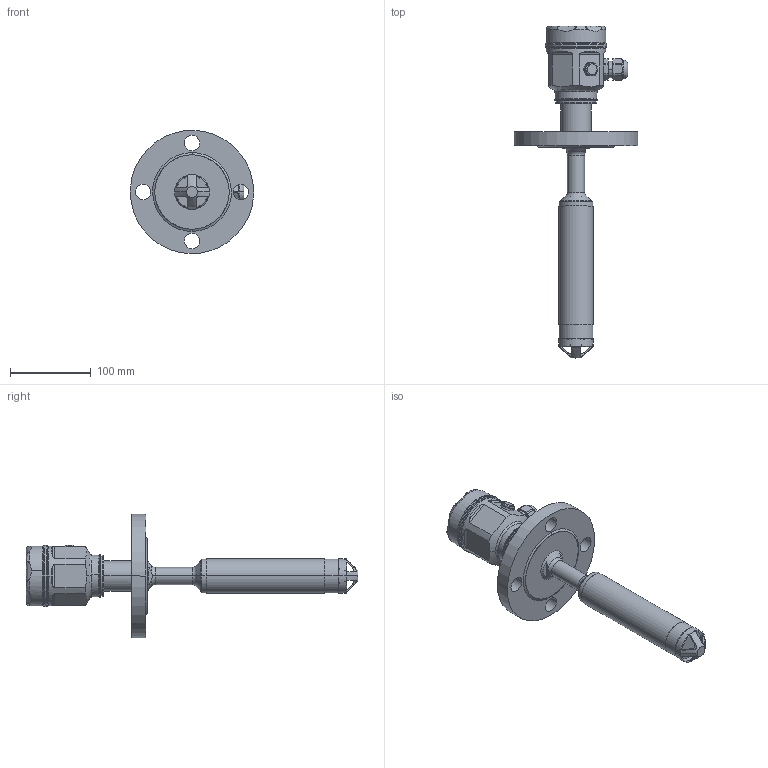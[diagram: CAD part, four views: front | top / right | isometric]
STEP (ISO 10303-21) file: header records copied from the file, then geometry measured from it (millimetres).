
FILE_DESCRIPTION((''),'2;1');
FILE_NAME('DM_CAD-2124_SW0001','2017-02-14T',('creinig-se'),(''),'PRO/ENGINEER BY PARAMETRIC TECHNOLOGY CORPORATION, 2015440','PRO/ENGINEER BY PARAMETRIC TECHNOLOGY CORPORATION, 2015440','');
FILE_SCHEMA(('CONFIG_CONTROL_DESIGN'));
Length unit declared in the file: millimetre
Products named in the file (1): DM_CAD-2124_SW0001
Bounding box: 152.4 x 409.99 x 152.33 mm (x, y, z)
Volume: 989936.6 mm3; surface area: 120075.3 mm2
Topology: 2 solids, 2 shells, 259 faces, 713 edges, 478 vertices
Faces by surface type: cylinder 106, plane 95, cone 36, torus 22
Entity records: 11277 total; most frequent: CARTESIAN_POINT 2437, ORIENTED_EDGE 1420, DIRECTION 1415, EDGE_CURVE 710, AXIS2_PLACEMENT_3D 576, VERTEX_POINT 472, CIRCLE 316, EDGE_LOOP 290
